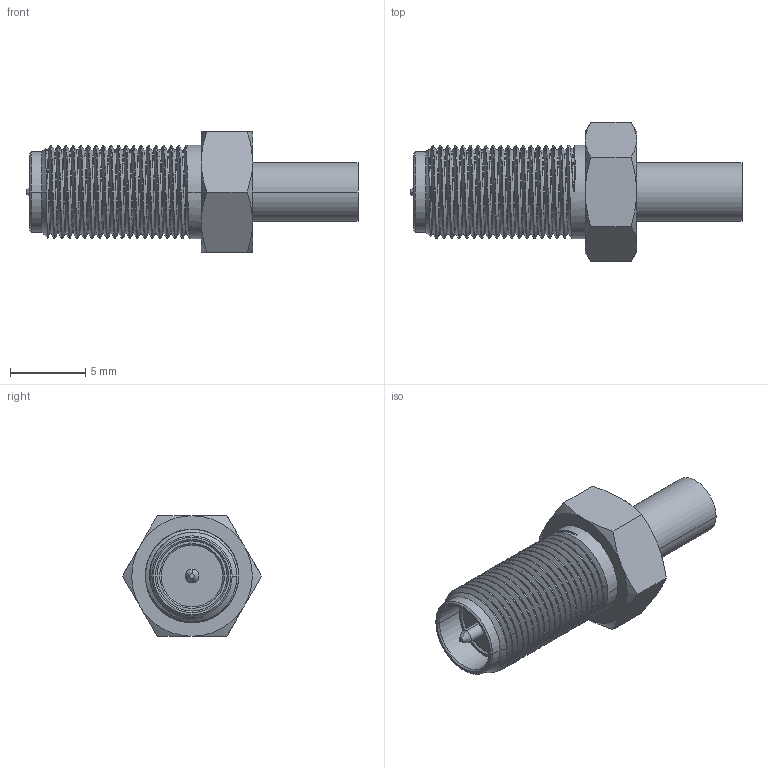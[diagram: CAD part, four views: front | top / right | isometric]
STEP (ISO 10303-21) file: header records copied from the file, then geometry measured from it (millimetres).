
FILE_DESCRIPTION((''),'2;1');
FILE_NAME('132117RP_SW0001','2017-11-02T',('Viji'),(''),'CREO PARAMETRIC BY PTC INC, 2017020','CREO PARAMETRIC BY PTC INC, 2017020','');
FILE_SCHEMA(('CONFIG_CONTROL_DESIGN'));
Length unit declared in the file: inch
Products named in the file (1): 132117RP_SW0001
Bounding box: 22.04 x 9.24 x 8 mm (x, y, z)
Volume: 517.9 mm3; surface area: 709.2 mm2
Topology: 1 solids, 1 shells, 115 faces, 287 edges, 182 vertices
Faces by surface type: cylinder 54, cone 24, bspline 21, plane 16
Entity records: 12594 total; most frequent: CARTESIAN_POINT 10112, ORIENTED_EDGE 574, DIRECTION 387, EDGE_CURVE 287, VERTEX_POINT 182, AXIS2_PLACEMENT_3D 146, B_SPLINE_CURVE_WITH_KNOTS 140, EDGE_LOOP 123
